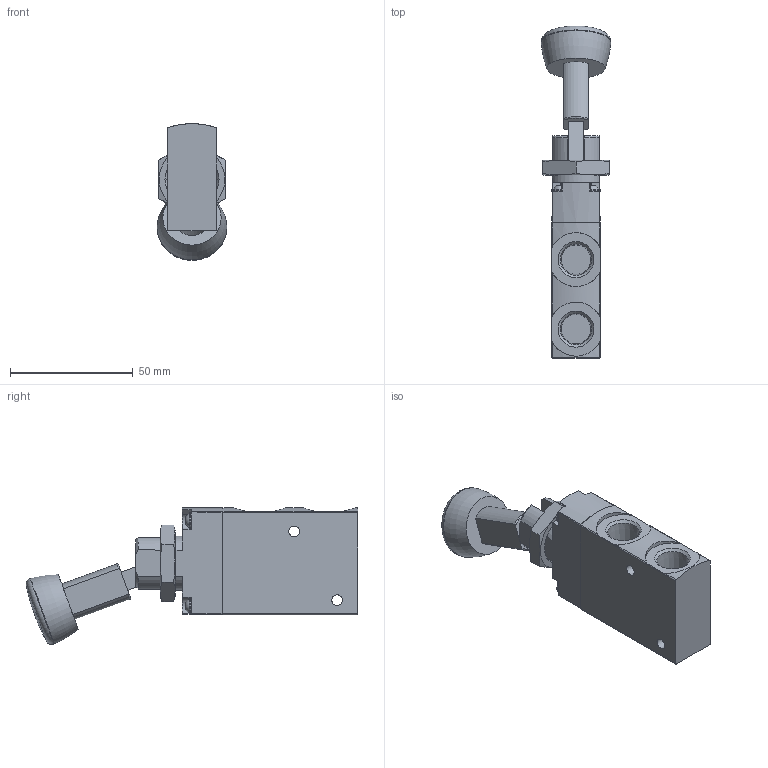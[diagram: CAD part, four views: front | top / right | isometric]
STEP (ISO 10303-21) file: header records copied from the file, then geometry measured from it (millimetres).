
FILE_DESCRIPTION(/* description */ ('STEP AP214'),/* implementation_level */ '2;1');
FILE_NAME(/* name */ '5300046_VHEF-VT-M32-M-N14',/* time_stamp */ '2024-09-16T14:25:53+02:00',/* author */ ('License CC BY-ND 4.0'),/* organization */ ('CADENAS'),/* preprocessor_version */ 'ST-DEVELOPER v19.3',/* originating_system */ 'PARTsolutions',/* authorisation */ ' ');
FILE_SCHEMA (('AUTOMOTIVE_DESIGN {1 0 10303 214 3 1 1}'));
Length unit declared in the file: millimetre
Products named in the file (5): 5300046 VHEF-VT-M32-M-N14---(Position1 high); 3530353 VXEF-XTCZ-M32-M-N14_valve---(7); 4943146 VHEF-VT-M32---(Position1mechanical-higha); 3394270 VAOM-R4---(schrauben); 337143 VAL-1/8-10 M22X1.5-6-27
Assembly tree (7 placements, depth 2):
  5300046 VHEF-VT-M32-M-N14---(Position1 high)
    3530353 VXEF-XTCZ-M32-M-N14_valve---(7)
    4943146 VHEF-VT-M32---(Position1mechanical-higha)
    3394270 VAOM-R4---(schrauben)  x4
    337143 VAL-1/8-10 M22X1.5-6-27
Bounding box: 28.39 x 135.23 x 55.75 mm (x, y, z)
Volume: 71434.5 mm3; surface area: 24333.7 mm2
Topology: 7 solids, 7 shells, 242 faces, 591 edges, 383 vertices
Faces by surface type: cylinder 104, plane 85, cone 31, torus 21, sphere 1
Full cylindrical faces by diameter (mm): 2.459 x4, 3 x4, 3.1 x4, 4.4 x2, 6.8 x4, 9.7 x1, 12.024 x2, 20.376 x1
Entity records: 5778 total; most frequent: CARTESIAN_POINT 1002, DIRECTION 867, ORIENTED_EDGE 752, EDGE_CURVE 376, AXIS2_PLACEMENT_3D 352, VERTEX_POINT 277, FACE_BOUND 255, EDGE_LOOP 251
